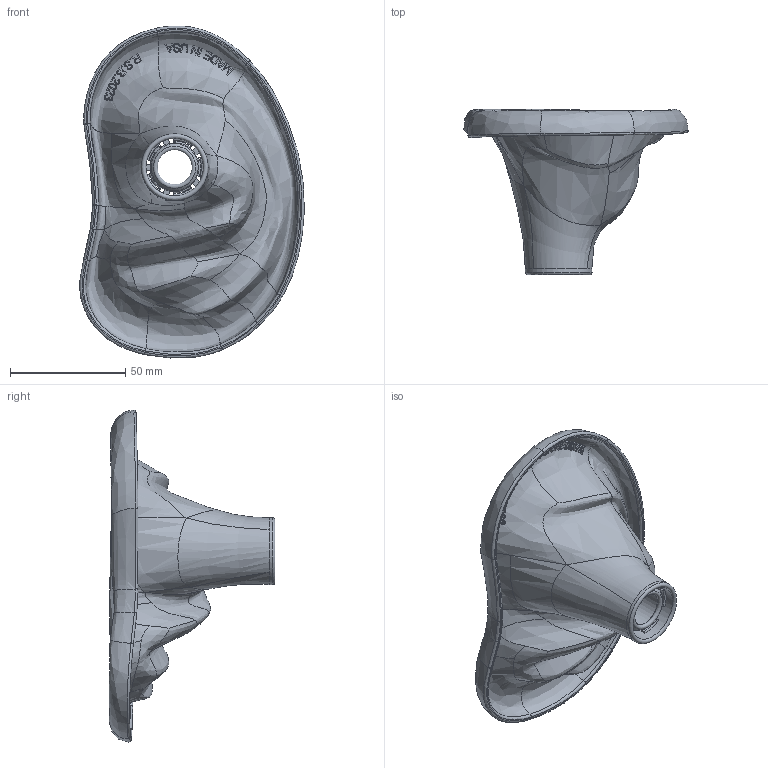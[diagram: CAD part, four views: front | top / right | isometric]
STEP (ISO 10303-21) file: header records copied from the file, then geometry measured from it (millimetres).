
FILE_DESCRIPTION(/* description */ (''),/* implementation_level */ '2;1');
FILE_NAME(/* name */ 'ear4 v10.step',/* time_stamp */ '2023-08-30T14:44:51-04:00',/* author */ (''),/* organization */ (''),/* preprocessor_version */ 'ST-DEVELOPER v20',/* originating_system */ 'Autodesk Translation Framework v12.9.0.99',/* authorisation */ '');
FILE_SCHEMA (('AUTOMOTIVE_DESIGN { 1 0 10303 214 3 1 1 }'));
Products named in the file (1): ear4
Bounding box: 97.23 x 71.92 x 143.98 mm (x, y, z)
Volume: 55577.2 mm3; surface area: 45209.8 mm2
Topology: 1 solids, 1 shells, 557 faces, 1513 edges, 988 vertices
Faces by surface type: bspline 357, plane 160, torus 24, cylinder 14, cone 2
Full cylindrical faces by diameter (mm): 17.018 x1, 21.082 x1, 24.892 x1, 28.956 x1
Entity records: 37432 total; most frequent: CARTESIAN_POINT 26077, ORIENTED_EDGE 3026, EDGE_CURVE 1513, DIRECTION 1165, VERTEX_POINT 988, B_SPLINE_CURVE_WITH_KNOTS 915, EDGE_LOOP 599, FACE_OUTER_BOUND 557
